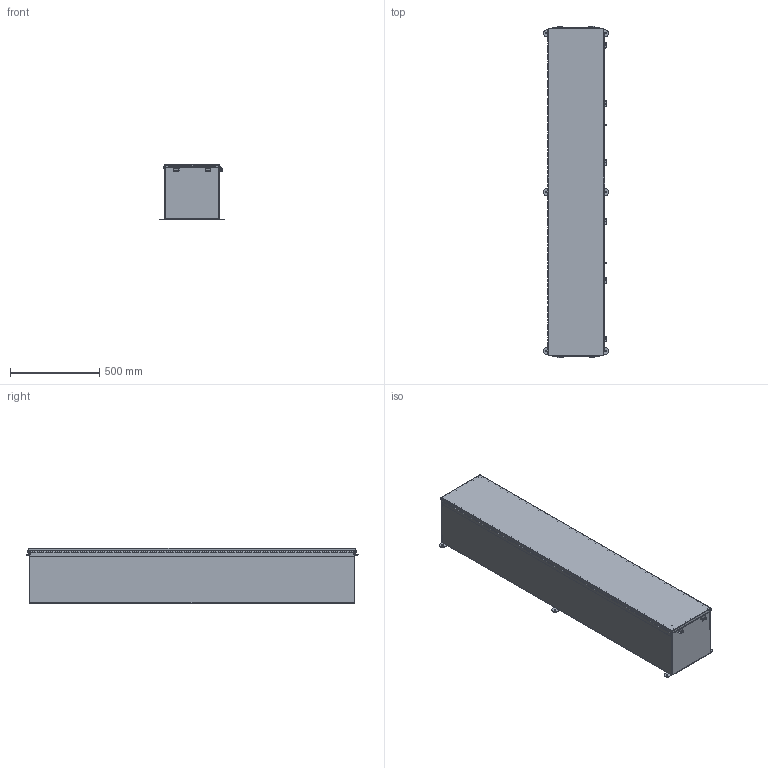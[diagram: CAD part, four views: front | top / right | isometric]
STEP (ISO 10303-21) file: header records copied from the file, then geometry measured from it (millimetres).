
FILE_DESCRIPTION (( 'STEP AP203' ), '1' );
FILE_NAME ('N121272SSCHTR.STEP', '2016-03-03T21:33:02', ( 'change1' ), ( 'Microsoft' ), 'SwSTEP 2.0', 'SolidWorks 2015', '' );
FILE_SCHEMA (( 'CONFIG_CONTROL_DESIGN' ));
Length unit declared in the file: inch
Products named in the file (14): N121272SSCHTR HW-CD-S-25020-034; N121272SSCHTR Hinge Body Side; HW-CLH-JH-20154; N121272SSCHTR Hinge Cover Side JIC; N121272SSCHTR JIC Mounting Bracket; N121272SSCHTR _JIC Hinge; HW-CLH-JH-20104; N121272SSCHTR JIC_Cover_Template; N121272SSCHTR; N121272SSCHTR JIC Clamp Bracket; N121272SSCHTR JIC Cover Clamp; N121272SSCHTR JIC Top; N121272SSCHTR JIC Bottom; N121272SSCHTR JIC Enclosure Template
Assembly tree (36 placements, depth 3):
  N121272SSCHTR
    N121272SSCHTR JIC Enclosure Template
    N121272SSCHTR _JIC Hinge
      N121272SSCHTR Hinge Body Side
      N121272SSCHTR Hinge Cover Side JIC
    N121272SSCHTR JIC_Cover_Template
    N121272SSCHTR JIC Clamp Bracket  x10
    N121272SSCHTR JIC Cover Clamp  x10
    N121272SSCHTR JIC Top
    N121272SSCHTR JIC Bottom
    N121272SSCHTR HW-CD-S-25020-034  x2
    HW-CLH-JH-20154  x2
    N121272SSCHTR JIC Mounting Bracket  x3
    HW-CLH-JH-20104  x2
Bounding box: 368.3 x 1864.52 x 313.36 mm (x, y, z)
Volume: 5134162.6 mm3; surface area: 5413965.9 mm2
Topology: 35 solids, 35 shells, 2047 faces, 5259 edges, 3284 vertices
Faces by surface type: plane 1226, cylinder 801, bspline 8, torus 8, cone 4
Entity records: 51001 total; most frequent: CARTESIAN_POINT 8841, DIRECTION 8633, ORIENTED_EDGE 8352, EDGE_CURVE 4176, AXIS2_PLACEMENT_3D 2881, LINE 2871, VECTOR 2871, VERTEX_POINT 2641
